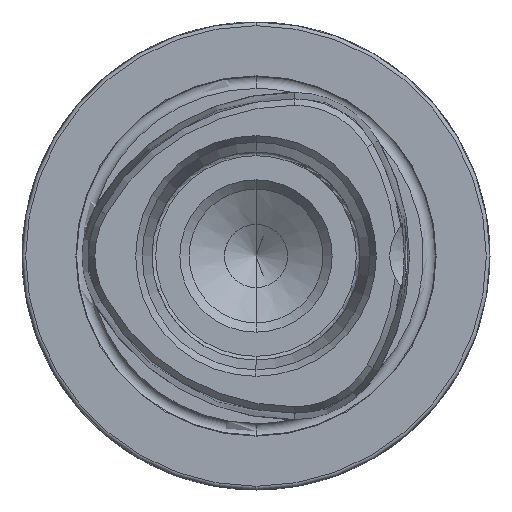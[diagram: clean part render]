
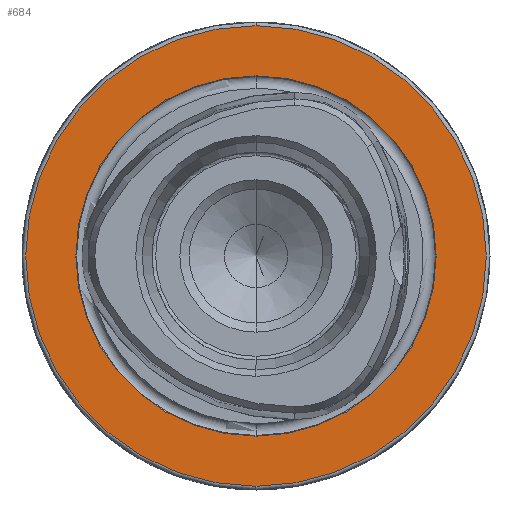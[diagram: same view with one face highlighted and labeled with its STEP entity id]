
A CAD part, left-side view. The second image highlights one B-rep face of the part: STEP entity #684.
In plain terms, the highlighted planar face has unit normal (-1, 0, 0).
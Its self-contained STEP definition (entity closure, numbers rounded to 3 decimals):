
#102 = EDGE_CURVE ( 'NONE', #9108, #9111, #8479, .T. ) ;
#127 = EDGE_CURVE ( 'NONE', #9113, #9114, #8457, .T. ) ;
#324 = CARTESIAN_POINT ( 'NONE',  ( 0., 0., -31. ) ) ;
#325 = CARTESIAN_POINT ( 'NONE',  ( 0., 0., 31. ) ) ;
#327 = CARTESIAN_POINT ( 'NONE',  ( 0., 0., 24.25 ) ) ;
#330 = CARTESIAN_POINT ( 'NONE',  ( 0., 0., -24.25 ) ) ;
#684 = ADVANCED_FACE ( 'NONE', ( #8396, #8397 ), #6488, .F. ) ;
#1344 = AXIS2_PLACEMENT_3D ( 'NONE', #5669, #5676, #5675 ) ;
#1360 = AXIS2_PLACEMENT_3D ( 'NONE', #7085, #7081, #7078 ) ;
#1497 = DIRECTION ( 'NONE',  ( 0., 0., 1. ) ) ;
#1503 = DIRECTION ( 'NONE',  ( -1., 0., 0. ) ) ;
#1506 = CARTESIAN_POINT ( 'NONE',  ( 0., 0., 0. ) ) ;
#1513 = DIRECTION ( 'NONE',  ( 0., 0., 1. ) ) ;
#1514 = DIRECTION ( 'NONE',  ( -1., 0., 0. ) ) ;
#1518 = CARTESIAN_POINT ( 'NONE',  ( 0., 0., 0. ) ) ;
#4264 = EDGE_CURVE ( 'NONE', #9114, #9113, #6392, .T. ) ;
#4265 = EDGE_CURVE ( 'NONE', #9111, #9108, #6391, .T. ) ;
#5669 = CARTESIAN_POINT ( 'NONE',  ( 0., 0., 0. ) ) ;
#5675 = DIRECTION ( 'NONE',  ( 0., 0., 1. ) ) ;
#5676 = DIRECTION ( 'NONE',  ( -1., 0., 0. ) ) ;
#6391 = CIRCLE ( 'NONE', #6546, 24.25 ) ;
#6392 = CIRCLE ( 'NONE', #6547, 31. ) ;
#6485 = DIRECTION ( 'NONE',  ( 0., 0., -1. ) ) ;
#6486 = DIRECTION ( 'NONE',  ( 1., 0., 0. ) ) ;
#6488 = PLANE ( 'NONE',  #7653 ) ;
#6491 = CARTESIAN_POINT ( 'NONE',  ( 0., 24.25, 0. ) ) ;
#6546 = AXIS2_PLACEMENT_3D ( 'NONE', #1506, #1503, #1497 ) ;
#6547 = AXIS2_PLACEMENT_3D ( 'NONE', #1518, #1514, #1513 ) ;
#7078 = DIRECTION ( 'NONE',  ( 0., 0., 1. ) ) ;
#7081 = DIRECTION ( 'NONE',  ( -1., 0., 0. ) ) ;
#7085 = CARTESIAN_POINT ( 'NONE',  ( 0., 0., 0. ) ) ;
#7653 = AXIS2_PLACEMENT_3D ( 'NONE', #6491, #6486, #6485 ) ;
#7830 = EDGE_LOOP ( 'NONE', ( #9275, #9276 ) ) ;
#7835 = EDGE_LOOP ( 'NONE', ( #9273, #9274 ) ) ;
#8396 = FACE_BOUND ( 'NONE', #7835, .T. ) ;
#8397 = FACE_OUTER_BOUND ( 'NONE', #7830, .T. ) ;
#8457 = CIRCLE ( 'NONE', #1344, 31. ) ;
#8479 = CIRCLE ( 'NONE', #1360, 24.25 ) ;
#9108 = VERTEX_POINT ( 'NONE', #330 ) ;
#9111 = VERTEX_POINT ( 'NONE', #327 ) ;
#9113 = VERTEX_POINT ( 'NONE', #325 ) ;
#9114 = VERTEX_POINT ( 'NONE', #324 ) ;
#9273 = ORIENTED_EDGE ( 'NONE', *, *, #4265, .F. ) ;
#9274 = ORIENTED_EDGE ( 'NONE', *, *, #102, .F. ) ;
#9275 = ORIENTED_EDGE ( 'NONE', *, *, #127, .T. ) ;
#9276 = ORIENTED_EDGE ( 'NONE', *, *, #4264, .T. ) ;
